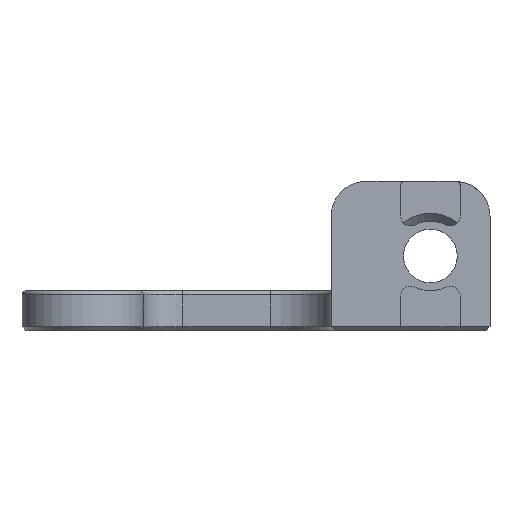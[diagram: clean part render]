
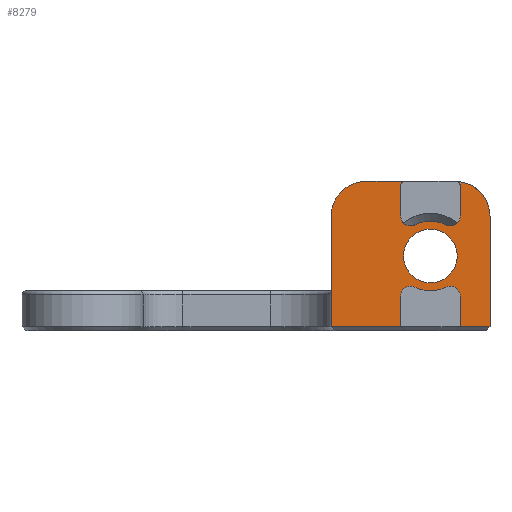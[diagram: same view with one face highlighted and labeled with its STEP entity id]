
A CAD part, left-side view. The second image highlights one B-rep face of the part: STEP entity #8279.
In plain terms, the highlighted planar face has unit normal (-1, 0, 0).
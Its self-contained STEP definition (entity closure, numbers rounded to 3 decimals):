
#34=FACE_BOUND('',#2641,.T.);
#210=PLANE('',#8848);
#425=LINE('',#12574,#1181);
#441=LINE('',#12638,#1197);
#455=LINE('',#12801,#1211);
#458=LINE('',#12808,#1214);
#459=LINE('',#12810,#1215);
#460=LINE('',#12817,#1216);
#461=LINE('',#12818,#1217);
#462=LINE('',#12822,#1218);
#463=LINE('',#12829,#1219);
#1181=VECTOR('',#9842,10.);
#1197=VECTOR('',#9888,10.);
#1211=VECTOR('',#9926,10.);
#1214=VECTOR('',#9931,10.);
#1215=VECTOR('',#9932,10.);
#1216=VECTOR('',#9939,10.);
#1217=VECTOR('',#9940,10.);
#1218=VECTOR('',#9943,10.);
#1219=VECTOR('',#9952,10.);
#2113=FACE_OUTER_BOUND('',#2640,.T.);
#2640=EDGE_LOOP('',(#5773,#5774,#5775,#5776,#5777,#5778,#5779,#5780,#5781,
#5782,#5783,#5784,#5785,#5786,#5787,#5788,#5789,#5790,#5791));
#2641=EDGE_LOOP('',(#5792));
#3180=CIRCLE('',#8819,3.5);
#3181=CIRCLE('',#8822,3.5);
#3188=CIRCLE('',#8837,2.7);
#3192=CIRCLE('',#8849,1.);
#3193=CIRCLE('',#8850,3.5);
#3194=CIRCLE('',#8851,1.);
#3195=CIRCLE('',#8852,0.4);
#3196=CIRCLE('',#8853,1.);
#3197=CIRCLE('',#8854,3.5);
#3198=CIRCLE('',#8855,1.);
#3199=CIRCLE('',#8856,0.4);
#3647=VERTEX_POINT('',#12565);
#3648=VERTEX_POINT('',#12567);
#3649=VERTEX_POINT('',#12571);
#3650=VERTEX_POINT('',#12573);
#3652=VERTEX_POINT('',#12579);
#3667=VERTEX_POINT('',#12634);
#3669=VERTEX_POINT('',#12637);
#3671=VERTEX_POINT('',#12643);
#3685=VERTEX_POINT('',#12798);
#3686=VERTEX_POINT('',#12800);
#3688=VERTEX_POINT('',#12806);
#3689=VERTEX_POINT('',#12807);
#3690=VERTEX_POINT('',#12809);
#3691=VERTEX_POINT('',#12811);
#3692=VERTEX_POINT('',#12813);
#3693=VERTEX_POINT('',#12815);
#3694=VERTEX_POINT('',#12819);
#3695=VERTEX_POINT('',#12821);
#3696=VERTEX_POINT('',#12823);
#3697=VERTEX_POINT('',#12825);
#4408=EDGE_CURVE('',#3648,#3647,#3180,.T.);
#4411=EDGE_CURVE('',#3650,#3649,#425,.T.);
#4415=EDGE_CURVE('',#3649,#3652,#3181,.T.);
#4436=EDGE_CURVE('',#3669,#3667,#441,.T.);
#4439=EDGE_CURVE('',#3671,#3671,#3188,.T.);
#4462=EDGE_CURVE('',#3685,#3686,#455,.T.);
#4465=EDGE_CURVE('',#3688,#3689,#458,.T.);
#4466=EDGE_CURVE('',#3690,#3689,#459,.T.);
#4467=EDGE_CURVE('',#3690,#3691,#3192,.F.);
#4468=EDGE_CURVE('',#3692,#3691,#3193,.T.);
#4469=EDGE_CURVE('',#3692,#3693,#3194,.F.);
#4470=EDGE_CURVE('',#3669,#3693,#460,.T.);
#4471=EDGE_CURVE('',#3667,#3648,#461,.T.);
#4472=EDGE_CURVE('',#3647,#3694,#3195,.F.);
#4473=EDGE_CURVE('',#3695,#3694,#462,.T.);
#4474=EDGE_CURVE('',#3695,#3696,#3196,.F.);
#4475=EDGE_CURVE('',#3697,#3696,#3197,.T.);
#4476=EDGE_CURVE('',#3697,#3686,#3198,.F.);
#4477=EDGE_CURVE('',#3685,#3650,#3199,.F.);
#4478=EDGE_CURVE('',#3688,#3652,#463,.T.);
#5773=ORIENTED_EDGE('',*,*,#4465,.T.);
#5774=ORIENTED_EDGE('',*,*,#4466,.F.);
#5775=ORIENTED_EDGE('',*,*,#4467,.T.);
#5776=ORIENTED_EDGE('',*,*,#4468,.F.);
#5777=ORIENTED_EDGE('',*,*,#4469,.T.);
#5778=ORIENTED_EDGE('',*,*,#4470,.F.);
#5779=ORIENTED_EDGE('',*,*,#4436,.T.);
#5780=ORIENTED_EDGE('',*,*,#4471,.T.);
#5781=ORIENTED_EDGE('',*,*,#4408,.T.);
#5782=ORIENTED_EDGE('',*,*,#4472,.T.);
#5783=ORIENTED_EDGE('',*,*,#4473,.F.);
#5784=ORIENTED_EDGE('',*,*,#4474,.T.);
#5785=ORIENTED_EDGE('',*,*,#4475,.F.);
#5786=ORIENTED_EDGE('',*,*,#4476,.T.);
#5787=ORIENTED_EDGE('',*,*,#4462,.F.);
#5788=ORIENTED_EDGE('',*,*,#4477,.T.);
#5789=ORIENTED_EDGE('',*,*,#4411,.T.);
#5790=ORIENTED_EDGE('',*,*,#4415,.T.);
#5791=ORIENTED_EDGE('',*,*,#4478,.F.);
#5792=ORIENTED_EDGE('',*,*,#4439,.F.);
#8279=ADVANCED_FACE('',(#2113,#34),#210,.F.);
#8819=AXIS2_PLACEMENT_3D('',#12568,#9836,#9837);
#8822=AXIS2_PLACEMENT_3D('',#12581,#9848,#9849);
#8837=AXIS2_PLACEMENT_3D('',#12644,#9893,#9894);
#8848=AXIS2_PLACEMENT_3D('',#12805,#9929,#9930);
#8849=AXIS2_PLACEMENT_3D('',#12812,#9933,#9934);
#8850=AXIS2_PLACEMENT_3D('',#12814,#9935,#9936);
#8851=AXIS2_PLACEMENT_3D('',#12816,#9937,#9938);
#8852=AXIS2_PLACEMENT_3D('',#12820,#9941,#9942);
#8853=AXIS2_PLACEMENT_3D('',#12824,#9944,#9945);
#8854=AXIS2_PLACEMENT_3D('',#12826,#9946,#9947);
#8855=AXIS2_PLACEMENT_3D('',#12827,#9948,#9949);
#8856=AXIS2_PLACEMENT_3D('',#12828,#9950,#9951);
#9836=DIRECTION('center_axis',(-1.,0.,0.));
#9837=DIRECTION('ref_axis',(0.,-0.707,0.707));
#9842=DIRECTION('',(0.,1.,0.));
#9848=DIRECTION('center_axis',(-1.,0.,0.));
#9849=DIRECTION('ref_axis',(0.,0.707,0.707));
#9888=DIRECTION('',(0.,-1.,0.));
#9893=DIRECTION('center_axis',(-1.,0.,0.));
#9894=DIRECTION('ref_axis',(0.,0.,
1.));
#9926=DIRECTION('',(0.,0.,-1.));
#9929=DIRECTION('center_axis',(1.,0.,0.));
#9930=DIRECTION('ref_axis',(0.,1.,0.));
#9931=DIRECTION('',(0.,-1.,0.));
#9932=DIRECTION('',(0.,0.,-1.));
#9933=DIRECTION('center_axis',(-1.,0.,0.));
#9934=DIRECTION('ref_axis',(0.,0.527,0.85));
#9935=DIRECTION('center_axis',(1.,0.,0.));
#9936=DIRECTION('ref_axis',(0.,0.,
-1.));
#9937=DIRECTION('center_axis',(-1.,0.,0.));
#9938=DIRECTION('ref_axis',(0.,-0.527,0.85));
#9939=DIRECTION('',(0.,0.,1.));
#9940=DIRECTION('',(0.,0.,1.));
#9941=DIRECTION('center_axis',(-1.,0.,0.));
#9942=DIRECTION('ref_axis',(0.,-0.718,0.696));
#9943=DIRECTION('',(0.,0.,1.));
#9944=DIRECTION('center_axis',(-1.,0.,0.));
#9945=DIRECTION('ref_axis',(0.,-0.527,-0.85));
#9946=DIRECTION('center_axis',(1.,0.,0.));
#9947=DIRECTION('ref_axis',(0.,0.,
-1.));
#9948=DIRECTION('center_axis',(-1.,0.,0.));
#9949=DIRECTION('ref_axis',(0.,0.527,-0.85));
#9950=DIRECTION('center_axis',(-1.,0.,0.));
#9951=DIRECTION('ref_axis',(0.,0.707,0.707));
#9952=DIRECTION('',(0.,0.,1.));
#12565=CARTESIAN_POINT('',(0.,3.387,14.598));
#12567=CARTESIAN_POINT('',(0.,0.,11.1));
#12568=CARTESIAN_POINT('Origin',(0.,3.5,11.1));
#12571=CARTESIAN_POINT('',(0.,12.5,14.6));
#12573=CARTESIAN_POINT('',(0.,8.6,14.6));
#12574=CARTESIAN_POINT('',(0.,30.,14.6));
#12579=CARTESIAN_POINT('',(0.,16.,11.1));
#12581=CARTESIAN_POINT('Origin',(0.,12.5,11.1));
#12634=CARTESIAN_POINT('',(0.,0.,0.));
#12637=CARTESIAN_POINT('',(0.,3.,0.));
#12638=CARTESIAN_POINT('',(0.,4.525,0.));
#12643=CARTESIAN_POINT('',(0.,6.,4.4));
#12644=CARTESIAN_POINT('Origin',(0.,6.,7.1));
#12798=CARTESIAN_POINT('',(0.,9.,14.2));
#12800=CARTESIAN_POINT('',(0.,9.,11.131));
#12801=CARTESIAN_POINT('',(0.,9.,4.251));
#12805=CARTESIAN_POINT('Origin',(0.,0.,-0.4));
#12806=CARTESIAN_POINT('',(0.,16.,0.));
#12807=CARTESIAN_POINT('',(0.,9.,0.));
#12808=CARTESIAN_POINT('',(0.,4.525,0.));
#12809=CARTESIAN_POINT('',(0.,9.,3.069));
#12810=CARTESIAN_POINT('',(0.,9.,-0.4));
#12811=CARTESIAN_POINT('',(0.,7.556,3.965));
#12812=CARTESIAN_POINT('Origin',(0.,8.,3.069));
#12813=CARTESIAN_POINT('',(0.,4.444,3.965));
#12814=CARTESIAN_POINT('Origin',(0.,6.,7.1));
#12815=CARTESIAN_POINT('',(0.,3.,3.069));
#12816=CARTESIAN_POINT('Origin',(0.,4.,3.069));
#12817=CARTESIAN_POINT('',(0.,3.,2.449));
#12818=CARTESIAN_POINT('',(0.,0.,-0.4));
#12819=CARTESIAN_POINT('',(0.,3.,14.198));
#12820=CARTESIAN_POINT('Origin',(0.,3.4,14.198));
#12821=CARTESIAN_POINT('',(0.,3.,11.131));
#12822=CARTESIAN_POINT('',(0.,3.,7.082));
#12823=CARTESIAN_POINT('',(0.,4.444,10.235));
#12824=CARTESIAN_POINT('Origin',(0.,4.,11.131));
#12825=CARTESIAN_POINT('',(0.,7.556,10.235));
#12826=CARTESIAN_POINT('Origin',(0.,6.,7.1));
#12827=CARTESIAN_POINT('Origin',(0.,8.,11.131));
#12828=CARTESIAN_POINT('Origin',(0.,8.6,14.2));
#12829=CARTESIAN_POINT('',(0.,16.,-0.4));
